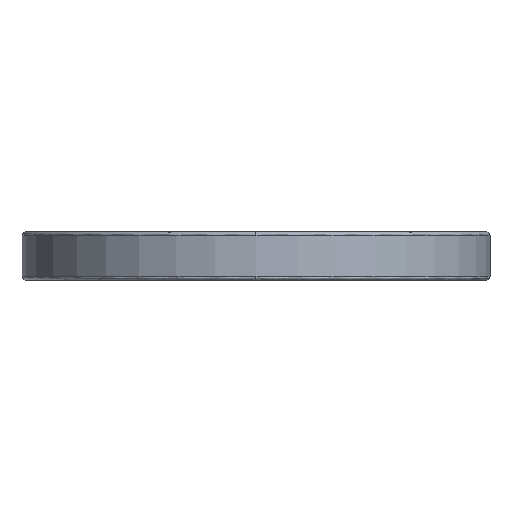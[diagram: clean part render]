
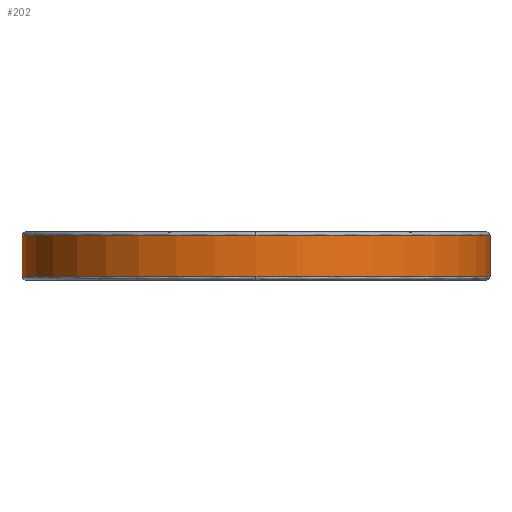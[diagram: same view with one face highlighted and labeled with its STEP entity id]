
A CAD part, left-side view. The second image highlights one B-rep face of the part: STEP entity #202.
In plain terms, the highlighted cylindrical face has radius 34 mm (diameter 68 mm), a partial arc.
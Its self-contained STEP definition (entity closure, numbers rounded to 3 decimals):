
#8 = DIRECTION ( 'NONE',  ( 0., 0., -1. ) ) ;
#13 = CARTESIAN_POINT ( 'NONE',  ( 0., 34., -38.334 ) ) ;
#24 = CARTESIAN_POINT ( 'NONE',  ( 0., 0., 0.5 ) ) ;
#25 = EDGE_CURVE ( 'NONE', #53, #318, #222, .T. ) ;
#28 = ORIENTED_EDGE ( 'NONE', *, *, #776, .T. ) ;
#53 = VERTEX_POINT ( 'NONE', #459 ) ;
#70 = AXIS2_PLACEMENT_3D ( 'NONE', #757, #344, #596 ) ;
#91 = CARTESIAN_POINT ( 'NONE',  ( -34., 0., 6.5 ) ) ;
#102 = DIRECTION ( 'NONE',  ( 0., 0., 1. ) ) ;
#127 = AXIS2_PLACEMENT_3D ( 'NONE', #24, #102, #273 ) ;
#135 = EDGE_CURVE ( 'NONE', #526, #1018, #174, .T. ) ;
#174 = LINE ( 'NONE', #554, #237 ) ;
#188 = DIRECTION ( 'NONE',  ( 1., 0., 0. ) ) ;
#202 = ADVANCED_FACE ( 'NONE', ( #517 ), #994, .T. ) ;
#222 = CIRCLE ( 'NONE', #755, 34. ) ;
#237 = VECTOR ( 'NONE', #800, 1000. ) ;
#238 = AXIS2_PLACEMENT_3D ( 'NONE', #940, #430, #772 ) ;
#254 = ORIENTED_EDGE ( 'NONE', *, *, #347, .T. ) ;
#267 = EDGE_CURVE ( 'NONE', #53, #551, #408, .T. ) ;
#273 = DIRECTION ( 'NONE',  ( 0., 1., 0. ) ) ;
#281 = DIRECTION ( 'NONE',  ( 1., 0., 0. ) ) ;
#302 = CARTESIAN_POINT ( 'NONE',  ( 0., 34., 0.5 ) ) ;
#318 = VERTEX_POINT ( 'NONE', #91 ) ;
#344 = DIRECTION ( 'NONE',  ( 0., 0., -1. ) ) ;
#347 = EDGE_CURVE ( 'NONE', #551, #865, #943, .T. ) ;
#371 = EDGE_CURVE ( 'NONE', #318, #526, #796, .T. ) ;
#408 = LINE ( 'NONE', #13, #538 ) ;
#413 = AXIS2_PLACEMENT_3D ( 'NONE', #783, #1034, #281 ) ;
#427 = CIRCLE ( 'NONE', #238, 34. ) ;
#430 = DIRECTION ( 'NONE',  ( 0., 0., 1. ) ) ;
#459 = CARTESIAN_POINT ( 'NONE',  ( 0., 34., 6.5 ) ) ;
#517 = FACE_OUTER_BOUND ( 'NONE', #962, .T. ) ;
#526 = VERTEX_POINT ( 'NONE', #719 ) ;
#538 = VECTOR ( 'NONE', #8, 1000. ) ;
#551 = VERTEX_POINT ( 'NONE', #302 ) ;
#554 = CARTESIAN_POINT ( 'NONE',  ( 0., -34., -38.334 ) ) ;
#575 = CARTESIAN_POINT ( 'NONE',  ( 0., -34., 0.5 ) ) ;
#596 = DIRECTION ( 'NONE',  ( 0., 1., 0. ) ) ;
#622 = CARTESIAN_POINT ( 'NONE',  ( 0., 0., 6.5 ) ) ;
#695 = ORIENTED_EDGE ( 'NONE', *, *, #135, .F. ) ;
#710 = ORIENTED_EDGE ( 'NONE', *, *, #25, .F. ) ;
#719 = CARTESIAN_POINT ( 'NONE',  ( 0., -34., 6.5 ) ) ;
#755 = AXIS2_PLACEMENT_3D ( 'NONE', #622, #1052, #188 ) ;
#757 = CARTESIAN_POINT ( 'NONE',  ( 0., 0., -38.334 ) ) ;
#772 = DIRECTION ( 'NONE',  ( 0., 1., 0. ) ) ;
#776 = EDGE_CURVE ( 'NONE', #865, #1018, #427, .T. ) ;
#783 = CARTESIAN_POINT ( 'NONE',  ( 0., 0., 6.5 ) ) ;
#796 = CIRCLE ( 'NONE', #413, 34. ) ;
#800 = DIRECTION ( 'NONE',  ( 0., 0., -1. ) ) ;
#863 = CARTESIAN_POINT ( 'NONE',  ( -34., 0., 0.5 ) ) ;
#865 = VERTEX_POINT ( 'NONE', #863 ) ;
#866 = ORIENTED_EDGE ( 'NONE', *, *, #267, .T. ) ;
#940 = CARTESIAN_POINT ( 'NONE',  ( 0., 0., 0.5 ) ) ;
#943 = CIRCLE ( 'NONE', #127, 34. ) ;
#962 = EDGE_LOOP ( 'NONE', ( #695, #991, #710, #866, #254, #28 ) ) ;
#991 = ORIENTED_EDGE ( 'NONE', *, *, #371, .F. ) ;
#994 = CYLINDRICAL_SURFACE ( 'NONE', #70, 34. ) ;
#1018 = VERTEX_POINT ( 'NONE', #575 ) ;
#1034 = DIRECTION ( 'NONE',  ( 0., 0., 1. ) ) ;
#1052 = DIRECTION ( 'NONE',  ( 0., 0., 1. ) ) ;
